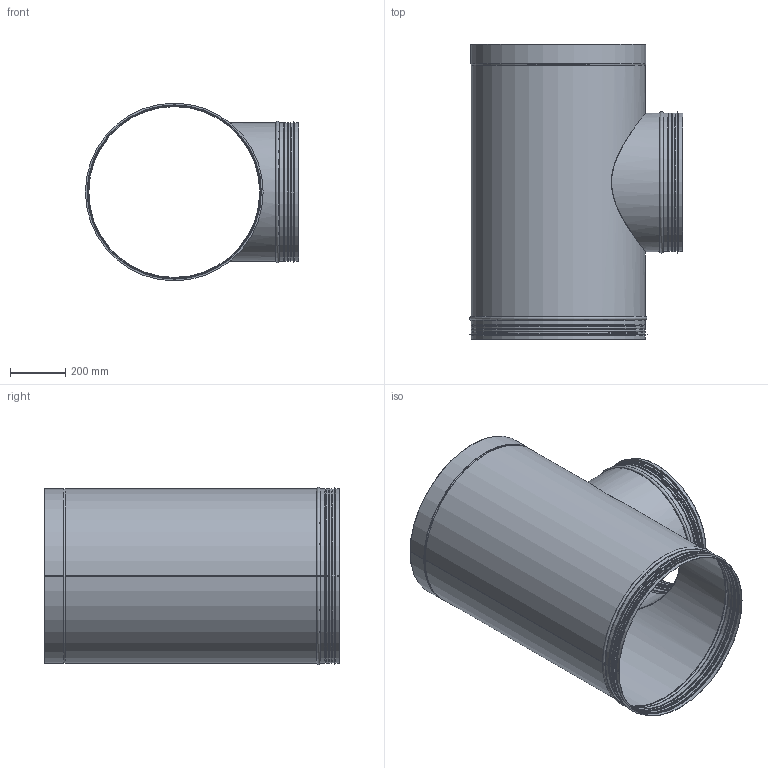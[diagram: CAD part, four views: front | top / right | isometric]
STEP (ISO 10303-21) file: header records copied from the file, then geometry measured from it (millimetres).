
FILE_DESCRIPTION(/* description */ ('Rörämne gren'),/* implementation_level */ '2;1');
FILE_NAME(/* name */ 'HTKH-20.stp',/* time_stamp */ '2016-02-11T07:42:14+01:00',/* author */ ('John'),/* organization */ (''),/* preprocessor_version */ 'ST-DEVELOPER v15.6',/* originating_system */ 'Autodesk Inventor 2015',/* authorisation */ '');
FILE_SCHEMA (('AUTOMOTIVE_DESIGN { 1 0 10303 214 3 1 1 }'));
Length unit declared in the file: millimetre
Products named in the file (7): HTKH-AA-20; HTKH-AB-20; HIK-AA-8; HIK-AA-9; HIK-AB-8; HIK-AB-9; HTKH-20
Assembly tree (6 placements, depth 2):
  HTKH-20
    HTKH-AA-20
    HTKH-AB-20
    HIK-AA-8
    HIK-AA-9
    HIK-AB-8
    HIK-AB-9
Bounding box: 773.3 x 1070 x 644.6 mm (x, y, z)
Volume: 2424814.3 mm3; surface area: 4752915.6 mm2
Topology: 6 solids, 6 shells, 227 faces, 451 edges, 236 vertices
Faces by surface type: plane 103, torus 60, cylinder 38, cone 22, bspline 4
Full cylindrical faces by diameter (mm): 497 x2, 500.6 x2, 501.6 x1, 514.6 x1, 627 x2, 630.6 x2, 631.6 x1, 644.6 x1
Entity records: 7026 total; most frequent: CARTESIAN_POINT 1988, DIRECTION 1111, ORIENTED_EDGE 846, AXIS2_PLACEMENT_3D 462, EDGE_CURVE 423, EDGE_LOOP 265, VERTEX_POINT 236, STYLED_ITEM 233
